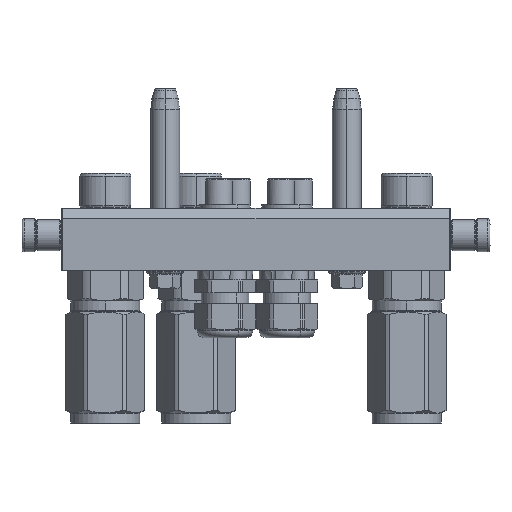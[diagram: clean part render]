
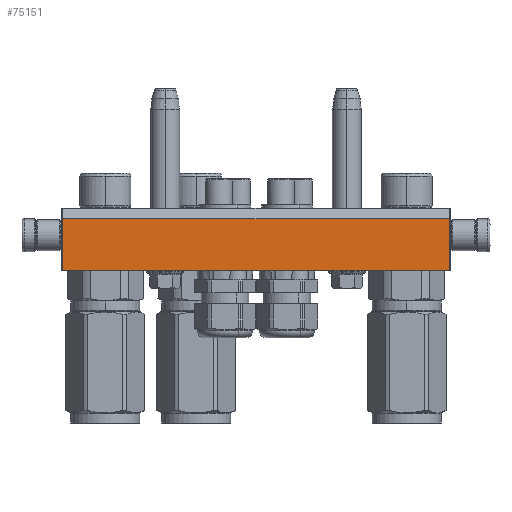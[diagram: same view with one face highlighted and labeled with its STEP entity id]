
A CAD part, left-side view. The second image highlights one B-rep face of the part: STEP entity #75151.
In plain terms, the highlighted face is planar.
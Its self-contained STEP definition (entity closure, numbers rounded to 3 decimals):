
#923 = AXIS2_PLACEMENT_3D ( 'NONE', #22739, #56136, #29584 ) ;
#1630 = ORIENTED_EDGE ( 'NONE', *, *, #47885, .F. ) ;
#3425 = VERTEX_POINT ( 'NONE', #22337 ) ;
#4149 = VERTEX_POINT ( 'NONE', #44112 ) ;
#6033 = ORIENTED_EDGE ( 'NONE', *, *, #40731, .F. ) ;
#10427 = FACE_OUTER_BOUND ( 'NONE', #62048, .T. ) ;
#10579 = EDGE_CURVE ( 'NONE', #69250, #4149, #36154, .T. ) ;
#16692 = VECTOR ( 'NONE', #81793, 1000. ) ;
#21540 = LINE ( 'NONE', #68559, #38934 ) ;
#22337 = CARTESIAN_POINT ( 'NONE',  ( -93.5, -10., -45. ) ) ;
#22739 = CARTESIAN_POINT ( 'NONE',  ( 94., -15., -45. ) ) ;
#25456 = ORIENTED_EDGE ( 'NONE', *, *, #40599, .T. ) ;
#29029 = PLANE ( 'NONE',  #923 ) ;
#29383 = DIRECTION ( 'NONE',  ( 0., 1., 0. ) ) ;
#29584 = DIRECTION ( 'NONE',  ( -1., 0., 0. ) ) ;
#31146 = ORIENTED_EDGE ( 'NONE', *, *, #10579, .F. ) ;
#34371 = CARTESIAN_POINT ( 'NONE',  ( 93.5, -10., -45. ) ) ;
#36154 = LINE ( 'NONE', #54939, #45324 ) ;
#38934 = VECTOR ( 'NONE', #29383, 1000. ) ;
#38971 = VERTEX_POINT ( 'NONE', #34371 ) ;
#40599 = EDGE_CURVE ( 'NONE', #3425, #4149, #58324, .T. ) ;
#40731 = EDGE_CURVE ( 'NONE', #38971, #69250, #21540, .T. ) ;
#44112 = CARTESIAN_POINT ( 'NONE',  ( -93.5, 15., -45. ) ) ;
#45324 = VECTOR ( 'NONE', #74173, 1000. ) ;
#47885 = EDGE_CURVE ( 'NONE', #3425, #38971, #68930, .T. ) ;
#48256 = DIRECTION ( 'NONE',  ( 0., 1., 0. ) ) ;
#54939 = CARTESIAN_POINT ( 'NONE',  ( 93.5, 15., -45. ) ) ;
#56136 = DIRECTION ( 'NONE',  ( 0., 0., -1. ) ) ;
#57507 = CARTESIAN_POINT ( 'NONE',  ( 93.5, 15., -45. ) ) ;
#58324 = LINE ( 'NONE', #74355, #82967 ) ;
#61412 = CARTESIAN_POINT ( 'NONE',  ( -93.5, -10., -45. ) ) ;
#62048 = EDGE_LOOP ( 'NONE', ( #31146, #6033, #1630, #25456 ) ) ;
#68559 = CARTESIAN_POINT ( 'NONE',  ( 93.5, -10., -45. ) ) ;
#68930 = LINE ( 'NONE', #61412, #16692 ) ;
#69250 = VERTEX_POINT ( 'NONE', #57507 ) ;
#74173 = DIRECTION ( 'NONE',  ( -1., 0., 0. ) ) ;
#74355 = CARTESIAN_POINT ( 'NONE',  ( -93.5, -10., -45. ) ) ;
#75151 = ADVANCED_FACE ( 'NONE', ( #10427 ), #29029, .T. ) ;
#81793 = DIRECTION ( 'NONE',  ( 1., 0., 0. ) ) ;
#82967 = VECTOR ( 'NONE', #48256, 1000. ) ;
